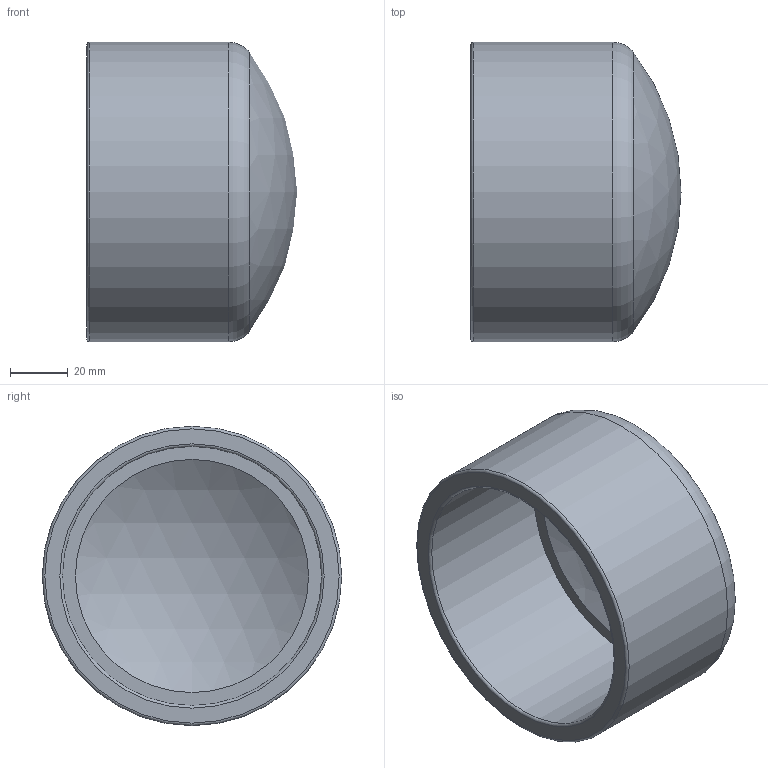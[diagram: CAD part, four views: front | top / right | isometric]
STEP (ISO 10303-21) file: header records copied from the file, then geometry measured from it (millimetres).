
FILE_DESCRIPTION(/* description */ ('PLASSON CAP-CEMENT PVC 90'),/* implementation_level */ '2;1');
FILE_NAME(/* name */ '050700090.ipt.stp',/* time_stamp */ '2017-12-07T15:56:58+02:00',/* author */ ('KIM'),/* organization */ (''),/* preprocessor_version */ 'ST-DEVELOPER v15.6',/* originating_system */ 'Autodesk Inventor 2015',/* authorisation */ '');
FILE_SCHEMA (('AUTOMOTIVE_DESIGN { 1 0 10303 214 3 1 1 }'));
Length unit declared in the file: millimetre
Products named in the file (1): 050700090
Bounding box: 73 x 104 x 104 mm (x, y, z)
Volume: 181665.2 mm3; surface area: 50183.8 mm2
Topology: 1 solids, 1 shells, 9 faces, 13 edges, 8 vertices
Faces by surface type: torus 3, cylinder 2, sphere 2, plane 2
Full cylindrical faces by diameter (mm): 90 x1, 104 x1
Entity records: 198 total; most frequent: DIRECTION 36, CARTESIAN_POINT 26, AXIS2_PLACEMENT_3D 18, EDGE_LOOP 16, ORIENTED_EDGE 16, FACE_OUTER_BOUND 9, ADVANCED_FACE 9, CIRCLE 8
